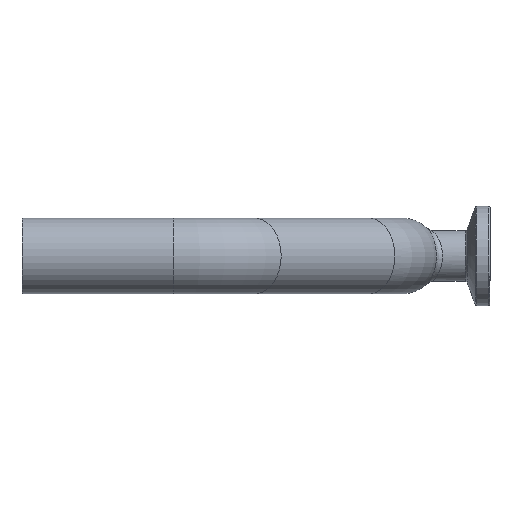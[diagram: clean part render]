
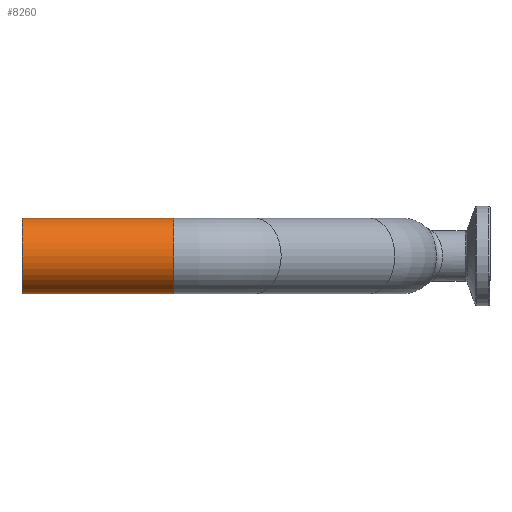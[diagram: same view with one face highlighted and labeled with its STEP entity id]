
A CAD part, left-side view. The second image highlights one B-rep face of the part: STEP entity #8260.
In plain terms, the highlighted cylindrical face has radius 9.525 mm (diameter 19.05 mm), a full revolution.
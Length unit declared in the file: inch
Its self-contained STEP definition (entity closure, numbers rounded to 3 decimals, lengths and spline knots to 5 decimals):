
#156=FACE_BOUND('',#1537,.T.);
#1020=FACE_OUTER_BOUND('',#1536,.T.);
#1536=EDGE_LOOP('',(#7672));
#1537=EDGE_LOOP('',(#7673));
#1754=CIRCLE('',#8783,0.375);
#1755=CIRCLE('',#8784,0.375);
#4045=VERTEX_POINT('',#17971);
#4046=VERTEX_POINT('',#17973);
#5260=EDGE_CURVE('',#4045,#4045,#1754,.T.);
#5261=EDGE_CURVE('',#4046,#4046,#1755,.T.);
#7672=ORIENTED_EDGE('',*,*,#5260,.T.);
#7673=ORIENTED_EDGE('',*,*,#5261,.F.);
#7751=CYLINDRICAL_SURFACE('',#8782,0.375);
#8260=ADVANCED_FACE('',(#1020,#156),#7751,.T.);
#8782=AXIS2_PLACEMENT_3D('',#17970,#10346,#10347);
#8783=AXIS2_PLACEMENT_3D('',#17972,#10348,#10349);
#8784=AXIS2_PLACEMENT_3D('',#17974,#10350,#10351);
#10346=DIRECTION('center_axis',(0.,-1.,0.));
#10347=DIRECTION('ref_axis',(-1.,0.,0.));
#10348=DIRECTION('center_axis',(0.,1.,0.));
#10349=DIRECTION('ref_axis',(1.,0.,0.));
#10350=DIRECTION('center_axis',(0.,1.,0.));
#10351=DIRECTION('ref_axis',(-1.,0.,0.));
#17970=CARTESIAN_POINT('Origin',(-2.24987,4.18737,0.));
#17971=CARTESIAN_POINT('',(-2.24987,2.68737,-0.375));
#17972=CARTESIAN_POINT('Origin',(-2.24987,2.68737,0.));
#17973=CARTESIAN_POINT('',(-1.87487,4.18737,0.));
#17974=CARTESIAN_POINT('Origin',(-2.24987,4.18737,0.));
